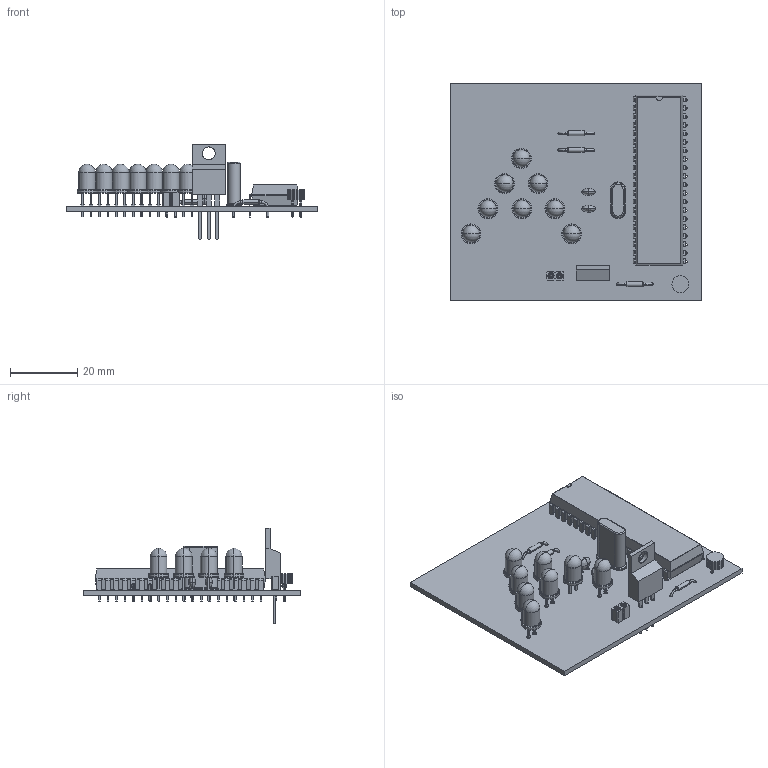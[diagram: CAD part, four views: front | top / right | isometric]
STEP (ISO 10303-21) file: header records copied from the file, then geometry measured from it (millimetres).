
FILE_DESCRIPTION(('PCB Model'),'2;1');
FILE_NAME('Embedded_sec_03.STEP', '2023-10-21T16:15:11',('AbdelRaHmaN ShRieF'),('Unspecified'), 'Open CASCADE STEP processor 6.8','Proteus','Unknown');
FILE_SCHEMA(('CONFIG_CONTROL_DESIGN','SHAPE_APPEARANCE_LAYER_MIM'));
Length unit declared in the file: millimetre
Products named in the file (49): Open CASCADE STEP translator 6.8 2; Layer_1; R1; Open CASCADE STEP translator 6.8 2.2.1; Body_1; Pin_1; Pin_2; R2; U1; Open CASCADE STEP translator 6.8 2.4.1; D1; Open CASCADE STEP translator 6.8 2.5.1; D2; Open CASCADE STEP translator 6.8 2.6.1; D3; Open CASCADE STEP translator 6.8 2.7.1; D4; Open CASCADE STEP translator 6.8 2.8.1; D5; Open CASCADE STEP translator 6.8 2.9.1; D6; Open CASCADE STEP translator 6.8 2.10.1; D7; Open CASCADE STEP translator 6.8 2.11.1; D8; Open CASCADE STEP translator 6.8 2.12.1; U2; Open CASCADE STEP translator 6.8 2.13.1; J1; Open CASCADE STEP translator 6.8 2.14.1; X1; Open CASCADE STEP translator 6.8 2.15.1; C1; Open CASCADE STEP translator 6.8 2.16.1; C2; R3; C3; Open CASCADE STEP translator 6.8 2.19.1
Assembly tree (58 placements, depth 4):
  Open CASCADE STEP translator 6.8 2
    Layer_1
    R1
      Open CASCADE STEP translator 6.8 2.2.1
        Body_1
        Pin_1
        Pin_2
    R2
      Open CASCADE STEP translator 6.8 2.2.1
        Body_1
        Pin_1
        Pin_2
    U1
      Open CASCADE STEP translator 6.8 2.4.1
        Body_1
    D1
      Open CASCADE STEP translator 6.8 2.5.1
        Body_1
    D2
      Open CASCADE STEP translator 6.8 2.6.1
        Body_1
    D3
      Open CASCADE STEP translator 6.8 2.7.1
        Body_1
    D4
      Open CASCADE STEP translator 6.8 2.8.1
        Body_1
    D5
      Open CASCADE STEP translator 6.8 2.9.1
        Body_1
    D6
      Open CASCADE STEP translator 6.8 2.10.1
        Body_1
    D7
      Open CASCADE STEP translator 6.8 2.11.1
        Body_1
    D8
      Open CASCADE STEP translator 6.8 2.12.1
        Body_1
    U2
      Open CASCADE STEP translator 6.8 2.13.1
        Body_1
    J1
      Open CASCADE STEP translator 6.8 2.14.1
        Body_1
    X1
      Open CASCADE STEP translator 6.8 2.15.1
        Body_1
    C1
      Open CASCADE STEP translator 6.8 2.16.1
        Body_1
        Pin_1
        Pin_2
    C2
      Open CASCADE STEP translator 6.8 2.16.1
        Body_1
        Pin_1
        Pin_2
    R3
      Open CASCADE STEP translator 6.8 2.2.1
Bounding box: 75 x 65 x 28.62 mm (x, y, z)
Volume: 13443.8 mm3; surface area: 17908 mm2
Topology: 31 solids, 39 shells, 2344 faces, 6206 edges, 3941 vertices
Faces by surface type: plane 1283, cylinder 729, torus 132, sphere 82, cone 72, bspline 40, extrusion 6
Entity records: 52604 total; most frequent: CARTESIAN_POINT 9283, ORIENTED_EDGE 6922, DIRECTION 6659, EDGE_CURVE 3461, VECTOR 2391, LINE 2389, VERTEX_POINT 2255, AXIS2_PLACEMENT_3D 2134
